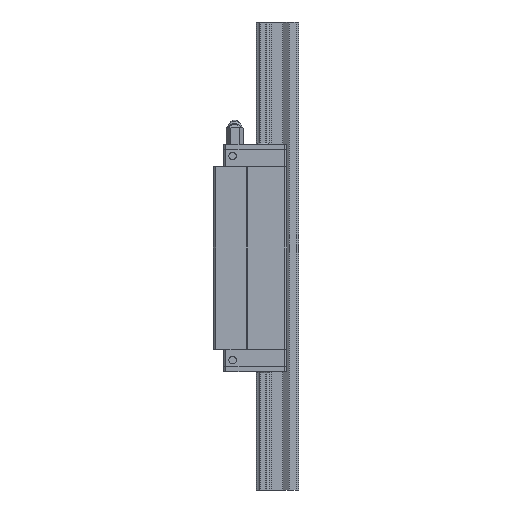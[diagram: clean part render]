
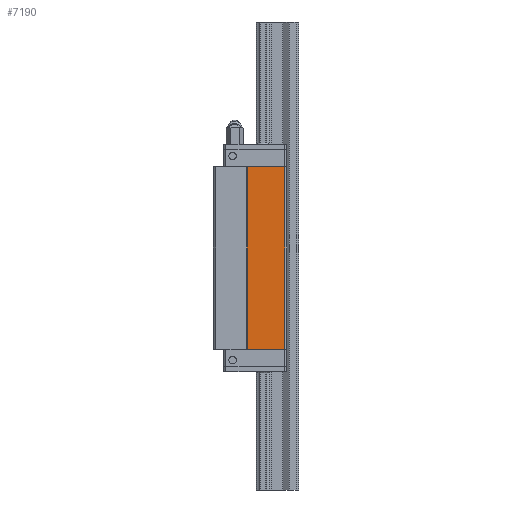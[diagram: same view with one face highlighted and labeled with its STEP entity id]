
A CAD part, left-side view. The second image highlights one B-rep face of the part: STEP entity #7190.
In plain terms, the highlighted planar face has unit normal (-1, 0, 0).
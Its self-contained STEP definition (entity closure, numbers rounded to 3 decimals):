
#47 = VERTEX_POINT ( 'NONE', #6406 ) ;
#49 = CARTESIAN_POINT ( 'NONE',  ( -23.5, 43., 45.751 ) ) ;
#102 = CARTESIAN_POINT ( 'NONE',  ( -23.5, -43., 24.001 ) ) ;
#123 = VECTOR ( 'NONE', #2873, 1000. ) ;
#468 = CARTESIAN_POINT ( 'NONE',  ( -23.5, -43., 24.001 ) ) ;
#782 = EDGE_CURVE ( 'NONE', #2277, #47, #5169, .T. ) ;
#1218 = LINE ( 'NONE', #49, #1383 ) ;
#1263 = PLANE ( 'NONE',  #7626 ) ;
#1383 = VECTOR ( 'NONE', #10231, 1000. ) ;
#1451 = EDGE_LOOP ( 'NONE', ( #4977, #7112, #5806, #4907 ) ) ;
#1636 = LINE ( 'NONE', #468, #5397 ) ;
#2277 = VERTEX_POINT ( 'NONE', #4751 ) ;
#2873 = DIRECTION ( 'NONE',  ( 0., -1., 0. ) ) ;
#3017 = DIRECTION ( 'NONE',  ( 0., 0., 1. ) ) ;
#3723 = VERTEX_POINT ( 'NONE', #8644 ) ;
#4019 = CARTESIAN_POINT ( 'NONE',  ( -23.5, -43., 6.501 ) ) ;
#4170 = CARTESIAN_POINT ( 'NONE',  ( -23.5, -43., 45.751 ) ) ;
#4532 = CARTESIAN_POINT ( 'NONE',  ( -23.5, 43., 24.001 ) ) ;
#4751 = CARTESIAN_POINT ( 'NONE',  ( -23.5, 43., 6.501 ) ) ;
#4907 = ORIENTED_EDGE ( 'NONE', *, *, #782, .T. ) ;
#4977 = ORIENTED_EDGE ( 'NONE', *, *, #6616, .T. ) ;
#5169 = LINE ( 'NONE', #4019, #123 ) ;
#5397 = VECTOR ( 'NONE', #10652, 1000. ) ;
#5806 = ORIENTED_EDGE ( 'NONE', *, *, #8710, .F. ) ;
#5917 = VERTEX_POINT ( 'NONE', #4532 ) ;
#6406 = CARTESIAN_POINT ( 'NONE',  ( -23.5, -43., 6.501 ) ) ;
#6616 = EDGE_CURVE ( 'NONE', #47, #3723, #7615, .T. ) ;
#6761 = FACE_OUTER_BOUND ( 'NONE', #1451, .T. ) ;
#7112 = ORIENTED_EDGE ( 'NONE', *, *, #9485, .T. ) ;
#7190 = ADVANCED_FACE ( 'NONE', ( #6761 ), #1263, .T. ) ;
#7615 = LINE ( 'NONE', #4170, #8585 ) ;
#7626 = AXIS2_PLACEMENT_3D ( 'NONE', #102, #10271, #9102 ) ;
#8585 = VECTOR ( 'NONE', #3017, 1000. ) ;
#8644 = CARTESIAN_POINT ( 'NONE',  ( -23.5, -43., 24.001 ) ) ;
#8710 = EDGE_CURVE ( 'NONE', #2277, #5917, #1218, .T. ) ;
#9102 = DIRECTION ( 'NONE',  ( 0., 0., 1. ) ) ;
#9485 = EDGE_CURVE ( 'NONE', #3723, #5917, #1636, .T. ) ;
#10231 = DIRECTION ( 'NONE',  ( 0., 0., 1. ) ) ;
#10271 = DIRECTION ( 'NONE',  ( -1., 0., 0. ) ) ;
#10652 = DIRECTION ( 'NONE',  ( 0., 1., 0. ) ) ;
